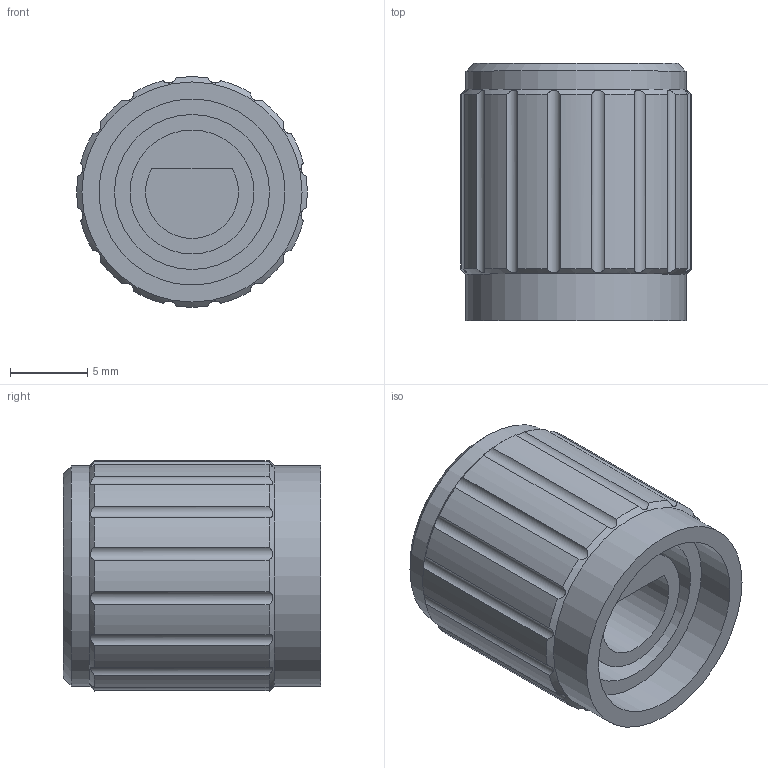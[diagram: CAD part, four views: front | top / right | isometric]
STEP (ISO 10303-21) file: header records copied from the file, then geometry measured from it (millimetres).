
FILE_DESCRIPTION(/* description */ (''),/* implementation_level */ '2;1');
FILE_NAME(/* name */ 'PM-1004 - Encoder Knob.step',/* time_stamp */ '2020-12-12T10:32:28-05:00',/* author */ (''),/* organization */ (''),/* preprocessor_version */ 'ST-DEVELOPER v18.1',/* originating_system */ 'Autodesk Translation Framework v9.3.0.1241',/* authorisation */ '');
FILE_SCHEMA (('AUTOMOTIVE_DESIGN { 1 0 10303 214 3 1 1 }'));
Length unit declared in the file: millimetre
Products named in the file (2): STEP Rotary Encoder Module; Component1
Assembly tree (1 placements, depth 2):
  STEP Rotary Encoder Module
    Component1
Bounding box: 14.84 x 16.6 x 14.86 mm (x, y, z)
Volume: 1920 mm3; surface area: 1989.4 mm2
Topology: 1 solids, 1 shells, 52 faces, 136 edges, 90 vertices
Faces by surface type: cylinder 38, plane 11, cone 3
Full cylindrical faces by diameter (mm): 8 x1, 10 x1, 12 x1, 14.2 x2
Entity records: 2040 total; most frequent: CARTESIAN_POINT 702, ORIENTED_EDGE 272, DIRECTION 264, EDGE_CURVE 136, AXIS2_PLACEMENT_3D 106, VERTEX_POINT 90, EDGE_LOOP 56, FACE_OUTER_BOUND 52
